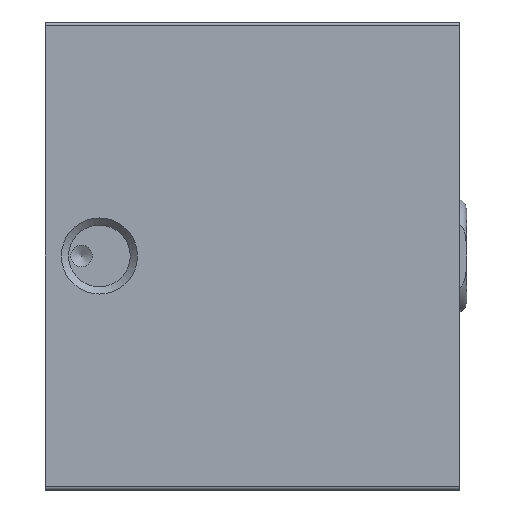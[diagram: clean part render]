
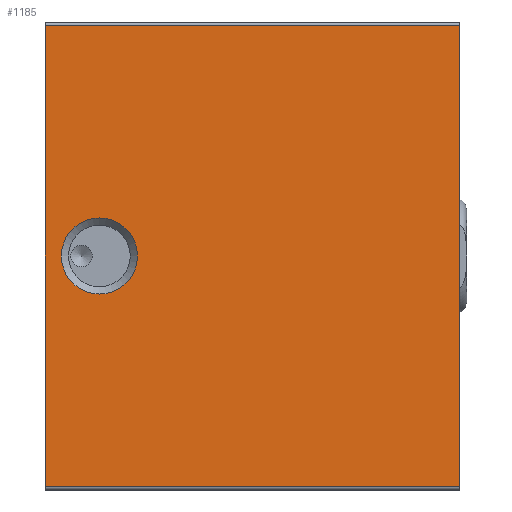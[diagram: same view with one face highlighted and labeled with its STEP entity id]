
A CAD part, left-side view. The second image highlights one B-rep face of the part: STEP entity #1185.
In plain terms, the highlighted planar face has unit normal (-1, 0, 0).
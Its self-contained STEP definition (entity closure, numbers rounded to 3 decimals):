
#189=CARTESIAN_POINT('',(-35.0,28.75,-32.0));
#190=VERTEX_POINT('',#189);
#200=CARTESIAN_POINT('',(-35.0,28.75,32.0));
#201=VERTEX_POINT('',#200);
#202=CARTESIAN_POINT('',(-35.0,28.75,32.0));
#203=DIRECTION('',(0.0,0.0,-1.0));
#204=VECTOR('',#203,64.0);
#205=LINE('',#202,#204);
#206=EDGE_CURVE('',#201,#190,#205,.T.);
#981=CARTESIAN_POINT('',(-35.0,-28.75,32.0));
#982=VERTEX_POINT('',#981);
#992=CARTESIAN_POINT('',(-35.0,-28.75,-32.0));
#993=VERTEX_POINT('',#992);
#994=CARTESIAN_POINT('',(-35.0,-28.75,-32.0));
#995=DIRECTION('',(0.0,0.0,1.0));
#996=VECTOR('',#995,64.0);
#997=LINE('',#994,#996);
#998=EDGE_CURVE('',#993,#982,#997,.T.);
#1129=CARTESIAN_POINT('',(-35.0,21.25,5.283));
#1130=VERTEX_POINT('',#1129);
#1131=CARTESIAN_POINT('',(-35.0,21.25,0.0));
#1132=DIRECTION('',(-1.0,0.0,0.0));
#1133=DIRECTION('',(0.0,0.0,-1.0));
#1134=AXIS2_PLACEMENT_3D('',#1131,#1132,#1133);
#1135=CIRCLE('',#1134,5.283);
#1136=EDGE_CURVE('',#1130,#1130,#1135,.T.);
#1161=CARTESIAN_POINT('',(-35.0,0.0,32.0));
#1162=DIRECTION('',(-1.0,0.0,0.0));
#1163=DIRECTION('',(0.0,0.0,1.0));
#1164=AXIS2_PLACEMENT_3D('',#1161,#1162,#1163);
#1165=PLANE('',#1164);
#1166=ORIENTED_EDGE('',*,*,#206,.T.);
#1167=CARTESIAN_POINT('',(-35.0,28.75,-32.0));
#1168=DIRECTION('',(0.0,-1.0,0.0));
#1169=VECTOR('',#1168,57.5);
#1170=LINE('',#1167,#1169);
#1171=EDGE_CURVE('',#190,#993,#1170,.T.);
#1172=ORIENTED_EDGE('',*,*,#1171,.T.);
#1173=ORIENTED_EDGE('',*,*,#998,.T.);
#1174=CARTESIAN_POINT('',(-35.0,-28.75,32.0));
#1175=DIRECTION('',(0.0,1.0,0.0));
#1176=VECTOR('',#1175,57.5);
#1177=LINE('',#1174,#1176);
#1178=EDGE_CURVE('',#982,#201,#1177,.T.);
#1179=ORIENTED_EDGE('',*,*,#1178,.T.);
#1180=EDGE_LOOP('',(#1166,#1172,#1173,#1179));
#1181=FACE_OUTER_BOUND('',#1180,.T.);
#1182=ORIENTED_EDGE('',*,*,#1136,.F.);
#1183=EDGE_LOOP('',(#1182));
#1184=FACE_BOUND('',#1183,.T.);
#1185=ADVANCED_FACE('',(#1181,#1184),#1165,.T.);
